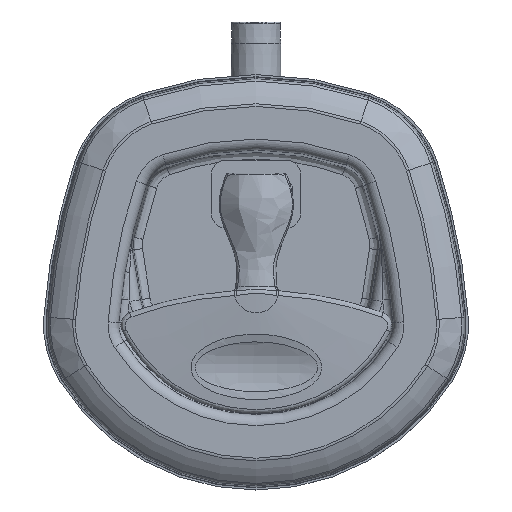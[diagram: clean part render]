
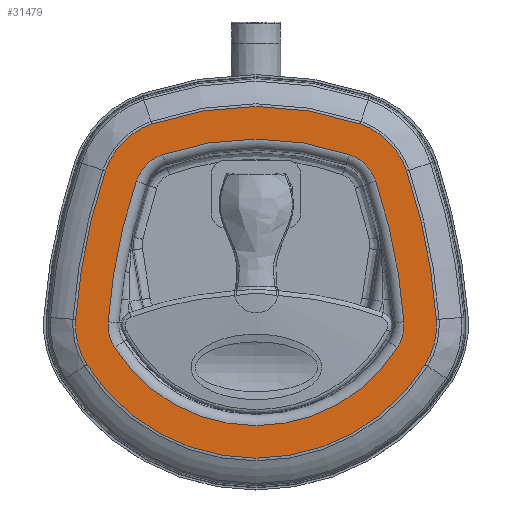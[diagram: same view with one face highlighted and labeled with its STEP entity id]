
A CAD part, top view. The second image highlights one B-rep face of the part: STEP entity #31479.
In plain terms, the highlighted planar face has unit normal (0, 0, 1).
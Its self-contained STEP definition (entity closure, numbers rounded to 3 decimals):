
#7760=FACE_BOUND($,#9720,.T.);
#7761=FACE_BOUND($,#9721,.T.);
#9720=EDGE_LOOP($,(#26817,#26818,#26819,#26820,#26821,#26822,#26823,#26824));
#9721=EDGE_LOOP($,(#26825,#26826,#26827,#26828,#26829,#26830,#26831,#26832));
#11513=CIRCLE($,#34615,2.764);
#11515=CIRCLE($,#34618,1.037);
#11517=CIRCLE($,#34621,8.449);
#11519=CIRCLE($,#34624,1.037);
#11521=CIRCLE($,#34627,4.412);
#11523=CIRCLE($,#34630,1.037);
#11525=CIRCLE($,#34633,8.449);
#11527=CIRCLE($,#34636,1.037);
#11530=CIRCLE($,#34641,7.999);
#11531=CIRCLE($,#34642,0.587);
#11532=CIRCLE($,#34643,2.314);
#11533=CIRCLE($,#34644,0.587);
#11534=CIRCLE($,#34645,7.999);
#11535=CIRCLE($,#34646,0.587);
#11536=CIRCLE($,#34647,3.962);
#11537=CIRCLE($,#34648,0.587);
#14300=VERTEX_POINT($,#61848);
#14302=VERTEX_POINT($,#61852);
#14303=VERTEX_POINT($,#61856);
#14304=VERTEX_POINT($,#61860);
#14305=VERTEX_POINT($,#61864);
#14306=VERTEX_POINT($,#61868);
#14307=VERTEX_POINT($,#61872);
#14309=VERTEX_POINT($,#61877);
#14310=VERTEX_POINT($,#61887);
#14311=VERTEX_POINT($,#61888);
#14312=VERTEX_POINT($,#61890);
#14313=VERTEX_POINT($,#61892);
#14314=VERTEX_POINT($,#61894);
#14315=VERTEX_POINT($,#61896);
#14316=VERTEX_POINT($,#61898);
#14317=VERTEX_POINT($,#61900);
#18509=EDGE_CURVE($,#14302,#14300,#11513,.T.);
#18511=EDGE_CURVE($,#14303,#14302,#11515,.T.);
#18513=EDGE_CURVE($,#14304,#14303,#11517,.T.);
#18515=EDGE_CURVE($,#14305,#14304,#11519,.T.);
#18517=EDGE_CURVE($,#14306,#14305,#11521,.T.);
#18519=EDGE_CURVE($,#14307,#14306,#11523,.T.);
#18521=EDGE_CURVE($,#14309,#14307,#11525,.T.);
#18523=EDGE_CURVE($,#14300,#14309,#11527,.T.);
#18526=EDGE_CURVE($,#14310,#14311,#11530,.T.);
#18527=EDGE_CURVE($,#14312,#14310,#11531,.T.);
#18528=EDGE_CURVE($,#14313,#14312,#11532,.T.);
#18529=EDGE_CURVE($,#14314,#14313,#11533,.T.);
#18530=EDGE_CURVE($,#14315,#14314,#11534,.T.);
#18531=EDGE_CURVE($,#14316,#14315,#11535,.T.);
#18532=EDGE_CURVE($,#14317,#14316,#11536,.T.);
#18533=EDGE_CURVE($,#14311,#14317,#11537,.T.);
#26817=ORIENTED_EDGE($,*,*,#18526,.F.);
#26818=ORIENTED_EDGE($,*,*,#18527,.F.);
#26819=ORIENTED_EDGE($,*,*,#18528,.F.);
#26820=ORIENTED_EDGE($,*,*,#18529,.F.);
#26821=ORIENTED_EDGE($,*,*,#18530,.F.);
#26822=ORIENTED_EDGE($,*,*,#18531,.F.);
#26823=ORIENTED_EDGE($,*,*,#18532,.F.);
#26824=ORIENTED_EDGE($,*,*,#18533,.F.);
#26825=ORIENTED_EDGE($,*,*,#18509,.F.);
#26826=ORIENTED_EDGE($,*,*,#18511,.F.);
#26827=ORIENTED_EDGE($,*,*,#18513,.F.);
#26828=ORIENTED_EDGE($,*,*,#18515,.F.);
#26829=ORIENTED_EDGE($,*,*,#18517,.F.);
#26830=ORIENTED_EDGE($,*,*,#18519,.F.);
#26831=ORIENTED_EDGE($,*,*,#18521,.F.);
#26832=ORIENTED_EDGE($,*,*,#18523,.F.);
#28448=PLANE($,#34640);
#31479=ADVANCED_FACE($,(#7760,#7761),#28448,.T.);
#34615=AXIS2_PLACEMENT_3D($,#61854,#42501,#42502);
#34618=AXIS2_PLACEMENT_3D($,#61858,#42507,#42508);
#34621=AXIS2_PLACEMENT_3D($,#61862,#42513,#42514);
#34624=AXIS2_PLACEMENT_3D($,#61866,#42519,#42520);
#34627=AXIS2_PLACEMENT_3D($,#61870,#42525,#42526);
#34630=AXIS2_PLACEMENT_3D($,#61874,#42531,#42532);
#34633=AXIS2_PLACEMENT_3D($,#61879,#42537,#42538);
#34636=AXIS2_PLACEMENT_3D($,#61882,#42543,#42544);
#34640=AXIS2_PLACEMENT_3D($,#61886,#42551,#42552);
#34641=AXIS2_PLACEMENT_3D($,#61889,#42553,#42554);
#34642=AXIS2_PLACEMENT_3D($,#61891,#42555,#42556);
#34643=AXIS2_PLACEMENT_3D($,#61893,#42557,#42558);
#34644=AXIS2_PLACEMENT_3D($,#61895,#42559,#42560);
#34645=AXIS2_PLACEMENT_3D($,#61897,#42561,#42562);
#34646=AXIS2_PLACEMENT_3D($,#61899,#42563,#42564);
#34647=AXIS2_PLACEMENT_3D($,#61901,#42565,#42566);
#34648=AXIS2_PLACEMENT_3D($,#61902,#42567,#42568);
#42501=DIRECTION('center_axis',(0.,0.,
-1.));
#42502=DIRECTION('ref_axis',(0.,-1.,0.));
#42507=DIRECTION('center_axis',(0.,0.,
-1.));
#42508=DIRECTION('ref_axis',(0.97,-0.242,0.));
#42513=DIRECTION('center_axis',(0.,0.,
-1.));
#42514=DIRECTION('ref_axis',(0.98,0.197,0.));
#42519=DIRECTION('center_axis',(0.,0.,
-1.));
#42520=DIRECTION('ref_axis',(0.711,0.703,0.));
#42525=DIRECTION('center_axis',(0.,0.,
-1.));
#42526=DIRECTION('ref_axis',(0.,1.,0.));
#42531=DIRECTION('center_axis',(0.,0.,
-1.));
#42532=DIRECTION('ref_axis',(-0.711,0.703,0.));
#42537=DIRECTION('center_axis',(0.,0.,
-1.));
#42538=DIRECTION('ref_axis',(-0.98,0.197,0.));
#42543=DIRECTION('center_axis',(0.,0.,
-1.));
#42544=DIRECTION('ref_axis',(-0.97,-0.242,0.));
#42551=DIRECTION('center_axis',(0.,0.,
1.));
#42552=DIRECTION('ref_axis',(1.,0.,0.));
#42553=DIRECTION('center_axis',(0.,0.,
1.));
#42554=DIRECTION('ref_axis',(0.98,0.197,0.));
#42555=DIRECTION('center_axis',(0.,0.,
1.));
#42556=DIRECTION('ref_axis',(0.97,-0.242,0.));
#42557=DIRECTION('center_axis',(0.,0.,
1.));
#42558=DIRECTION('ref_axis',(0.,-1.,0.));
#42559=DIRECTION('center_axis',(0.,0.,
1.));
#42560=DIRECTION('ref_axis',(-0.97,-0.242,0.));
#42561=DIRECTION('center_axis',(0.,0.,
1.));
#42562=DIRECTION('ref_axis',(-0.98,0.197,0.));
#42563=DIRECTION('center_axis',(0.,0.,
1.));
#42564=DIRECTION('ref_axis',(-0.711,0.703,0.));
#42565=DIRECTION('center_axis',(0.,0.,
1.));
#42566=DIRECTION('ref_axis',(0.,1.,0.));
#42567=DIRECTION('center_axis',(0.,0.,
1.));
#42568=DIRECTION('ref_axis',(0.711,0.703,0.));
#61848=CARTESIAN_POINT('',(-2.34,-2.232,1.5));
#61852=CARTESIAN_POINT('',(2.34,-2.232,1.5));
#61854=CARTESIAN_POINT('Origin',(0.,-0.76,
1.5));
#61856=CARTESIAN_POINT('',(2.496,-1.604,1.5));
#61858=CARTESIAN_POINT('Origin',(1.462,-1.68,1.5));
#61860=CARTESIAN_POINT('',(2.085,0.45,1.5));
#61862=CARTESIAN_POINT('Origin',(-5.93,-2.225,1.5));
#61864=CARTESIAN_POINT('',(1.439,1.102,1.5));
#61866=CARTESIAN_POINT('Origin',(1.101,0.121,1.5));
#61868=CARTESIAN_POINT('',(-1.439,1.102,1.5));
#61870=CARTESIAN_POINT('Origin',(0.,-3.069,
1.5));
#61872=CARTESIAN_POINT('',(-2.085,0.45,1.5));
#61874=CARTESIAN_POINT('Origin',(-1.101,0.121,1.5));
#61877=CARTESIAN_POINT('',(-2.496,-1.604,1.5));
#61879=CARTESIAN_POINT('Origin',(5.93,-2.225,1.5));
#61882=CARTESIAN_POINT('Origin',(-1.462,-1.68,1.5));
#61886=CARTESIAN_POINT('Origin',(0.,-1.026,
1.5));
#61887=CARTESIAN_POINT('',(2.047,-1.637,1.5));
#61888=CARTESIAN_POINT('',(1.657,0.307,1.5));
#61889=CARTESIAN_POINT('Origin',(-5.93,-2.225,1.5));
#61890=CARTESIAN_POINT('',(1.958,-1.992,1.5));
#61891=CARTESIAN_POINT('Origin',(1.462,-1.68,1.5));
#61892=CARTESIAN_POINT('',(-1.958,-1.992,1.5));
#61893=CARTESIAN_POINT('Origin',(0.,-0.76,
1.5));
#61894=CARTESIAN_POINT('',(-2.047,-1.637,1.5));
#61895=CARTESIAN_POINT('Origin',(-1.462,-1.68,1.5));
#61896=CARTESIAN_POINT('',(-1.657,0.307,1.5));
#61897=CARTESIAN_POINT('Origin',(5.93,-2.225,1.5));
#61898=CARTESIAN_POINT('',(-1.292,0.676,1.5));
#61899=CARTESIAN_POINT('Origin',(-1.101,0.121,1.5));
#61900=CARTESIAN_POINT('',(1.292,0.676,1.5));
#61901=CARTESIAN_POINT('Origin',(0.,-3.069,
1.5));
#61902=CARTESIAN_POINT('Origin',(1.101,0.121,1.5));
